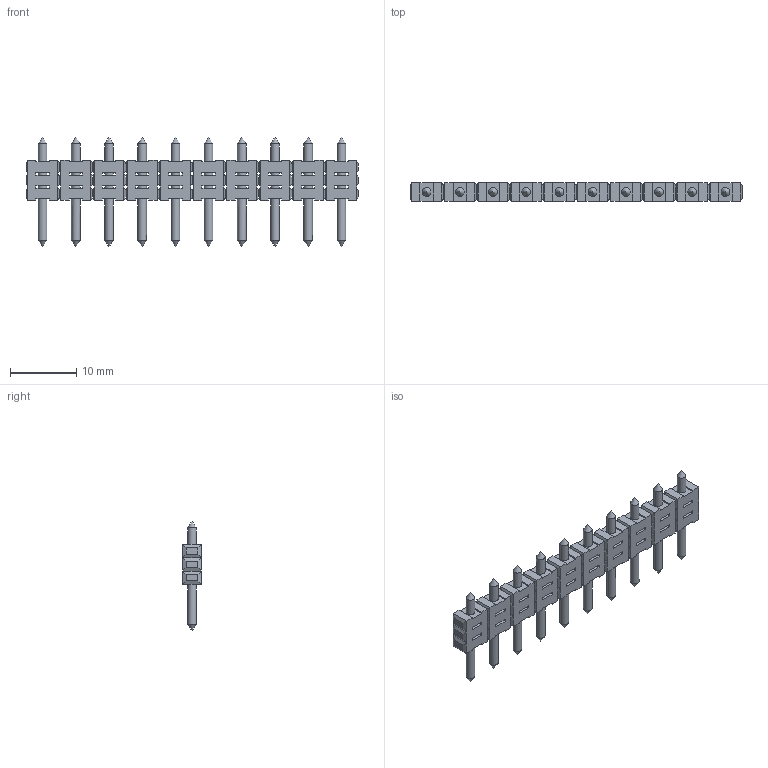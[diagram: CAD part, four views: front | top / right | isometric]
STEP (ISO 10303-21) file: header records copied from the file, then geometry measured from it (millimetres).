
FILE_DESCRIPTION(('STEP AP214'),'1');
FILE_NAME('PVST10-5.stp','2018-11-21T10:35:44',(' '),(' '),'Spatial InterOp 3D',' ',' ');
FILE_SCHEMA(('AUTOMOTIVE_DESIGN { 1 0 10303 214 1 1 1 1 }'));
Length unit declared in the file: metre
Products named in the file (1): 1
Bounding box: 50 x 2.8 x 16.5 mm (x, y, z)
Volume: 879.4 mm3; surface area: 1666.1 mm2
Topology: 1 solids, 1 shells, 506 faces, 1302 edges, 762 vertices
Faces by surface type: plane 446, cylinder 40, cone 20
Full cylindrical faces by diameter (mm): 1.3 x40
Entity records: 18149 total; most frequent: CARTESIAN_POINT 2391, ORIENTED_EDGE 2344, DIRECTION 2266, EDGE_CURVE 1172, LINE 1092, VECTOR 1092, VERTEX_POINT 712, EDGE_LOOP 646
